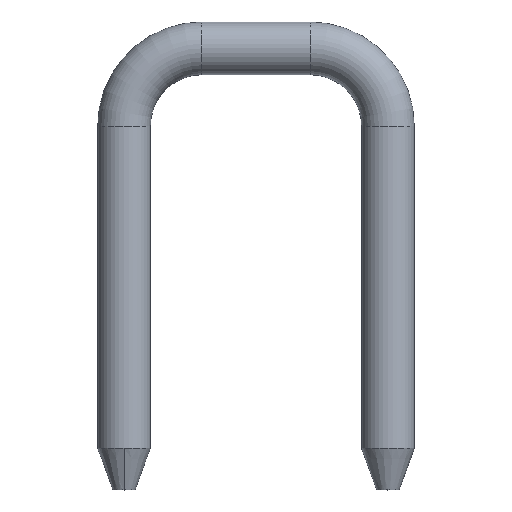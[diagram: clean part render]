
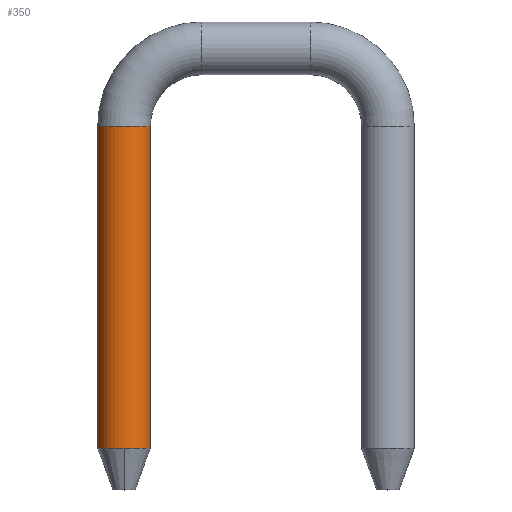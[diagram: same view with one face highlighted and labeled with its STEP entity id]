
A CAD part, top view. The second image highlights one B-rep face of the part: STEP entity #350.
In plain terms, the highlighted cylindrical face has radius 0.507 mm (diameter 1.015 mm), a partial arc.
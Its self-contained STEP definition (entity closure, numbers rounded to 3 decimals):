
#33=CARTESIAN_POINT('',(0.,0.8,0.));
#34=DIRECTION('',(0.,1.,0.));
#35=DIRECTION('',(-1.,0.,0.));
#36=AXIS2_PLACEMENT_3D('',#33,#34,#35);
#48=CARTESIAN_POINT('',(0.,0.8,0.));
#49=DIRECTION('',(0.,1.,0.));
#50=DIRECTION('',(0.,0.,1.));
#51=AXIS2_PLACEMENT_3D('',#48,#49,#50);
#71=DIRECTION('',(0.,1.,0.));
#72=VECTOR('',#71,6.2);
#73=CARTESIAN_POINT('',(-0.508,0.8,0.));
#74=LINE('',#73,#72);
#78=DIRECTION('',(0.,1.,0.));
#79=VECTOR('',#78,6.2);
#80=CARTESIAN_POINT('',(0.508,0.8,0.));
#81=LINE('',#80,#79);
#101=CARTESIAN_POINT('',(0.,7.,0.));
#102=DIRECTION('',(0.,1.,0.));
#103=DIRECTION('',(-1.,0.,0.));
#104=AXIS2_PLACEMENT_3D('',#101,#102,#103);
#255=CARTESIAN_POINT('',(-0.508,7.,0.));
#256=CARTESIAN_POINT('',(0.508,7.,0.));
#257=VERTEX_POINT('',#255);
#258=VERTEX_POINT('',#256);
#283=CARTESIAN_POINT('',(-0.508,0.8,0.));
#284=CARTESIAN_POINT('',(0.,0.8,0.508));
#285=VERTEX_POINT('',#283);
#286=VERTEX_POINT('',#284);
#287=CARTESIAN_POINT('',(0.508,0.8,0.));
#288=VERTEX_POINT('',#287);
#335=CARTESIAN_POINT('',(0.,0.,0.));
#336=DIRECTION('',(0.,1.,0.));
#337=DIRECTION('',(-1.,0.,0.));
#338=AXIS2_PLACEMENT_3D('',#335,#336,#337);
#339=CYLINDRICAL_SURFACE('',#338,0.508);
#340=ORIENTED_EDGE('',*,*,#313,.F.);
#342=ORIENTED_EDGE('',*,*,#341,.T.);
#344=ORIENTED_EDGE('',*,*,#343,.T.);
#346=ORIENTED_EDGE('',*,*,#345,.F.);
#347=ORIENTED_EDGE('',*,*,#327,.F.);
#348=EDGE_LOOP('',(#340,#342,#344,#346,#347));
#349=FACE_OUTER_BOUND('',#348,.F.);
#350=ADVANCED_FACE('',(#349),#339,.T.);
#37=CIRCLE('',#36,0.508);
#52=CIRCLE('',#51,0.508);
#105=CIRCLE('',#104,0.508);
#313=EDGE_CURVE('',#285,#286,#37,.T.);
#327=EDGE_CURVE('',#286,#288,#52,.T.);
#341=EDGE_CURVE('',#285,#257,#74,.T.);
#343=EDGE_CURVE('',#257,#258,#105,.T.);
#345=EDGE_CURVE('',#288,#258,#81,.T.);
